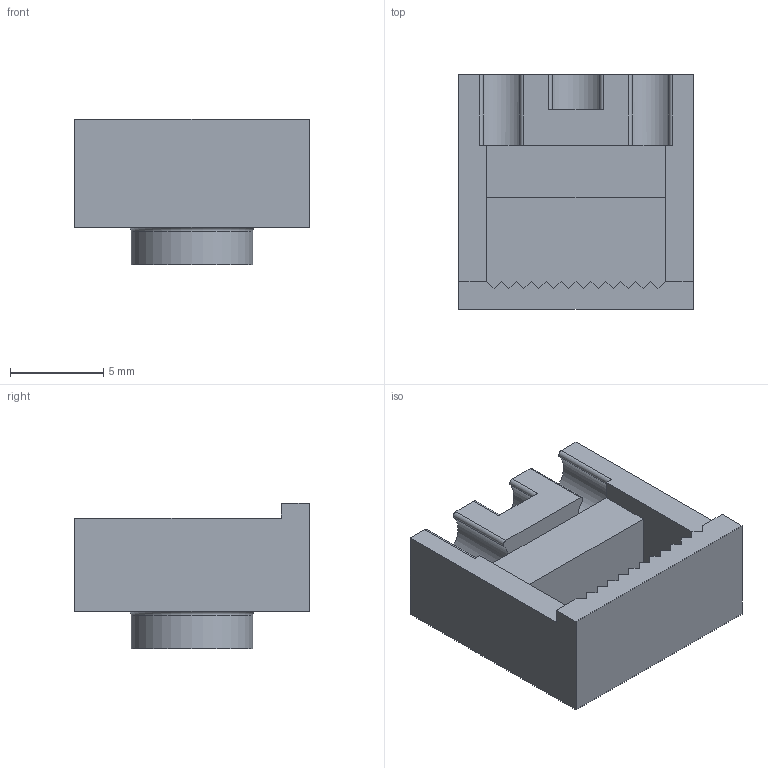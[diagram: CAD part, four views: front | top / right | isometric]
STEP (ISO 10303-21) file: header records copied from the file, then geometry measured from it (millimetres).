
FILE_DESCRIPTION(/* description */ ('STEP AP242','CAx-IF Rec.Pracs.---Representation and Presentation of Product Manufacturing Information (PMI)---4.0---2014-10-13','CAx-IF Rec.Pracs.---3D Tessellated Geometry---0.4---2014-09-14','2;1'),/* implementation_level */ '2;1');
FILE_NAME(/* name */ '68a39870439cb82f8b83d62e',/* time_stamp */ '2025-08-18T21:17:37Z',/* author */ (''),/* organization */ (''),/* preprocessor_version */ 'ST-DEVELOPER v20',/* originating_system */ 'ONSHAPE BY PTC INC, 1.202',/* authorisation */ ' ');
FILE_SCHEMA (('AP242_MANAGED_MODEL_BASED_3D_ENGINEERING_MIM_LF { 1 0 10303 442 1 1 4 }'));
Length unit declared in the file: metre
Products named in the file (1): lens
Bounding box: 12.6 x 12.6 x 7.8 mm (x, y, z)
Volume: 563.1 mm3; surface area: 840 mm2
Topology: 1 solids, 1 shells, 105 faces, 266 edges, 165 vertices
Faces by surface type: plane 50, cylinder 30, torus 25
Full cylindrical faces by diameter (mm): 6.514 x1
Entity records: 3161 total; most frequent: DIRECTION 579, CARTESIAN_POINT 535, ORIENTED_EDGE 528, EDGE_CURVE 264, AXIS2_PLACEMENT_3D 209, VERTEX_POINT 165, LINE 161, VECTOR 161
